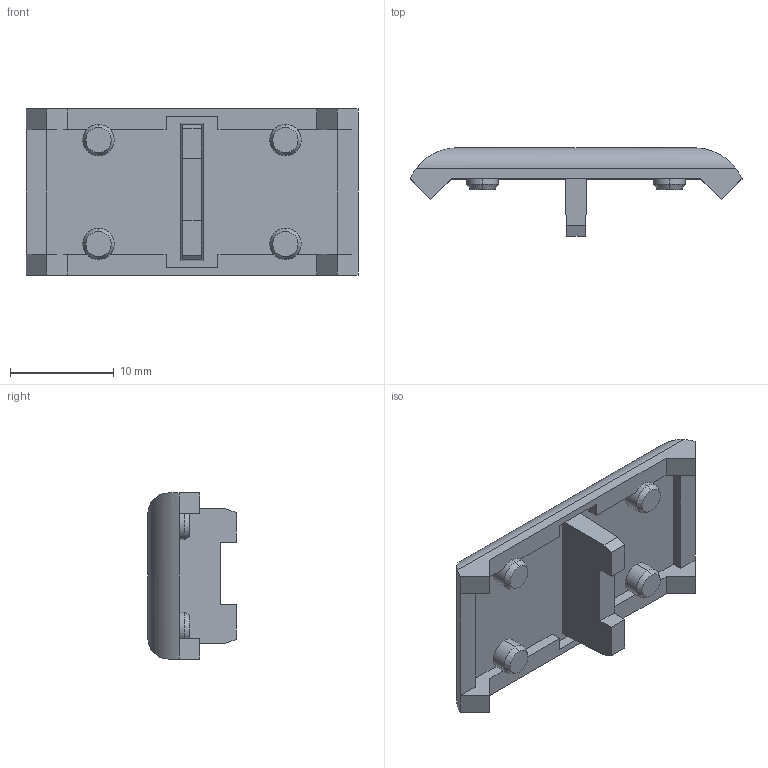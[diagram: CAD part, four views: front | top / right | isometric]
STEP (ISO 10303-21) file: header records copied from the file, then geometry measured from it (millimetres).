
FILE_DESCRIPTION (( 'STEP AP214' ), '1' );
FILE_NAME ('7265110', '2019-01-30T09:02:14', ( '' ), ('JUGARD+KÜNSTNER GmbH'), 'SwSTEP 2.0', 'SolidWorks 2017', '' );
FILE_SCHEMA (( 'AUTOMOTIVE_DESIGN' ));
Length unit declared in the file: millimetre
Products named in the file (1): 7265110
Bounding box: 31.96 x 8.5 x 16 mm (x, y, z)
Volume: 1251.1 mm3; surface area: 1544.3 mm2
Topology: 1 solids, 1 shells, 67 faces, 180 edges, 116 vertices
Faces by surface type: plane 47, cylinder 12, cone 8
Entity records: 2156 total; most frequent: CARTESIAN_POINT 420, ORIENTED_EDGE 360, DIRECTION 348, EDGE_CURVE 180, VECTOR 140, LINE 140, VERTEX_POINT 116, AXIS2_PLACEMENT_3D 104
